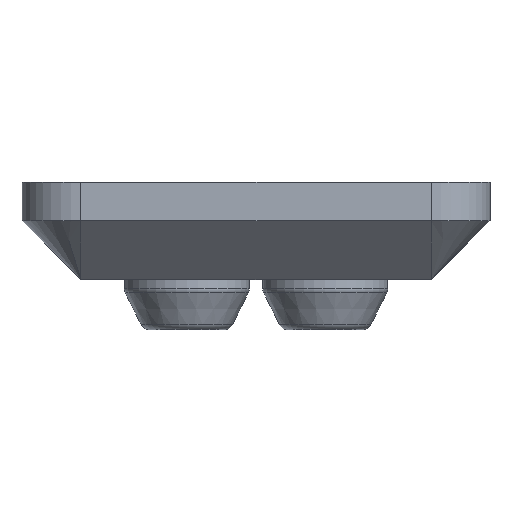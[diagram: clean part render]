
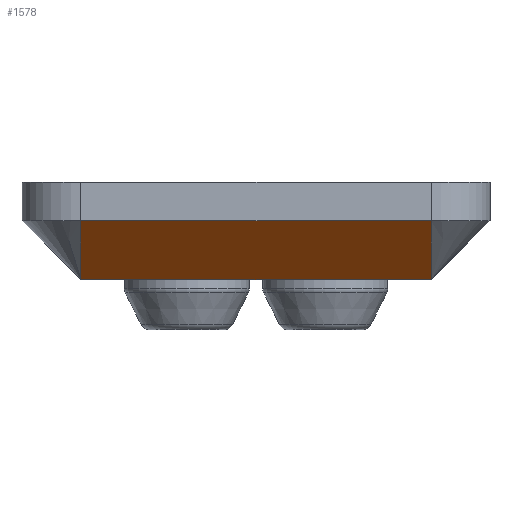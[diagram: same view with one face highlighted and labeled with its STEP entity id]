
A CAD part, left-side view. The second image highlights one B-rep face of the part: STEP entity #1578.
In plain terms, the highlighted planar face has unit normal (-0.707, 0, -0.707).
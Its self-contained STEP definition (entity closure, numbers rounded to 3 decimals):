
#146=FACE_OUTER_BOUND('',#245,.T.);
#245=EDGE_LOOP('',(#1380,#1381,#1382,#1383));
#461=LINE('',#2711,#598);
#472=LINE('',#2732,#609);
#473=LINE('',#2734,#610);
#474=LINE('',#2735,#611);
#598=VECTOR('',#2230,10.);
#609=VECTOR('',#2251,10.);
#610=VECTOR('',#2252,10.);
#611=VECTOR('',#2253,10.);
#759=VERTEX_POINT('',#2708);
#760=VERTEX_POINT('',#2710);
#765=VERTEX_POINT('',#2731);
#766=VERTEX_POINT('',#2733);
#967=EDGE_CURVE('',#760,#759,#461,.T.);
#978=EDGE_CURVE('',#765,#760,#472,.T.);
#979=EDGE_CURVE('',#759,#766,#473,.T.);
#980=EDGE_CURVE('',#766,#765,#474,.T.);
#1380=ORIENTED_EDGE('',*,*,#978,.T.);
#1381=ORIENTED_EDGE('',*,*,#967,.T.);
#1382=ORIENTED_EDGE('',*,*,#979,.T.);
#1383=ORIENTED_EDGE('',*,*,#980,.T.);
#1493=PLANE('',#1782);
#1578=ADVANCED_FACE('',(#146),#1493,.T.);
#1782=AXIS2_PLACEMENT_3D('',#2730,#2249,#2250);
#2230=DIRECTION('',(0.,-1.,0.));
#2249=DIRECTION('center_axis',(-0.707,0.,
-0.707));
#2250=DIRECTION('ref_axis',(0.,1.,0.));
#2251=DIRECTION('',(0.707,0.,-0.707));
#2252=DIRECTION('',(-0.707,0.,0.707));
#2253=DIRECTION('',(0.,1.,0.));
#2708=CARTESIAN_POINT('',(-5.95,-5.95,-3.3));
#2710=CARTESIAN_POINT('',(-5.95,5.95,-3.3));
#2711=CARTESIAN_POINT('',(-5.95,-3.975,-3.3));
#2730=CARTESIAN_POINT('Origin',(-6.95,-3.975,-2.3));
#2731=CARTESIAN_POINT('',(-7.95,5.95,-1.3));
#2732=CARTESIAN_POINT('',(-7.95,5.95,-1.3));
#2733=CARTESIAN_POINT('',(-7.95,-5.95,-1.3));
#2734=CARTESIAN_POINT('',(-5.95,-5.95,-3.3));
#2735=CARTESIAN_POINT('',(-7.95,-3.975,-1.3));
